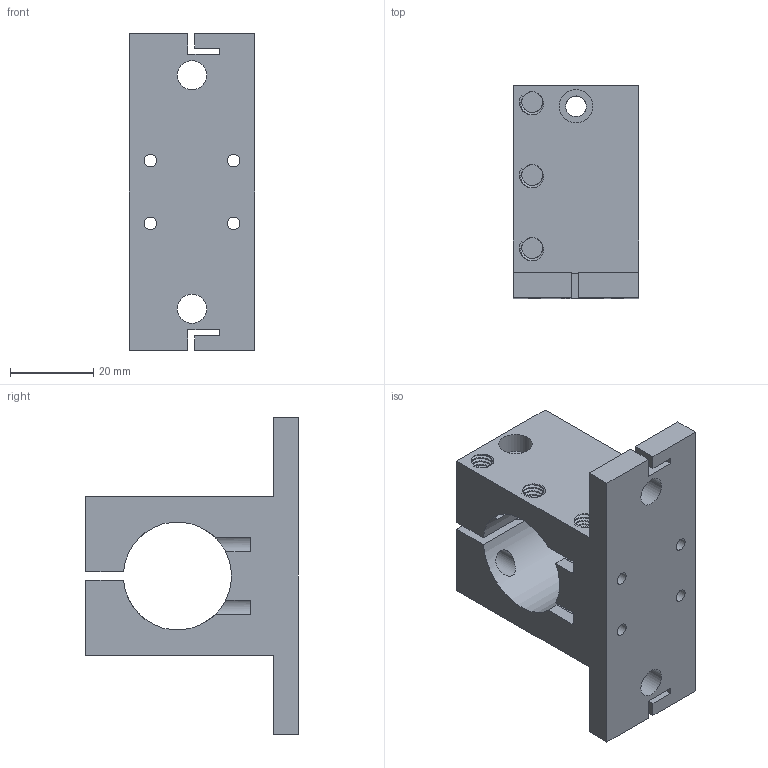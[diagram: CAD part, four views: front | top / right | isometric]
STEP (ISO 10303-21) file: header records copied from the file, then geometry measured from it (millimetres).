
FILE_DESCRIPTION(/* description */ (''),/* implementation_level */ '2;1');
FILE_NAME(/* name */ 'SK25 v7.step',/* time_stamp */ '2025-11-15T13:47:19-08:00',/* author */ (''),/* organization */ (''),/* preprocessor_version */ 'ST-DEVELOPER v20.1',/* originating_system */ 'Autodesk Translation Framework v14.17.0.0',/* authorisation */ '');
FILE_SCHEMA (('AUTOMOTIVE_DESIGN { 1 0 10303 214 3 1 1 }'));
Length unit declared in the file: millimetre
Products named in the file (1): SK25
Bounding box: 30 x 51 x 76 mm (x, y, z)
Volume: 44430 mm3; surface area: 16570.3 mm2
Topology: 1 solids, 1 shells, 142 faces, 412 edges, 276 vertices
Faces by surface type: cylinder 91, plane 41, bspline 8, cone 2
Full cylindrical faces by diameter (mm): 3 x4, 5 x1, 5.035 x18, 5.3 x4, 6.147 x8, 7 x2, 8 x1
Entity records: 10010 total; most frequent: CARTESIAN_POINT 6498, ORIENTED_EDGE 824, DIRECTION 556, EDGE_CURVE 412, VERTEX_POINT 276, LINE 186, VECTOR 186, AXIS2_PLACEMENT_3D 185
